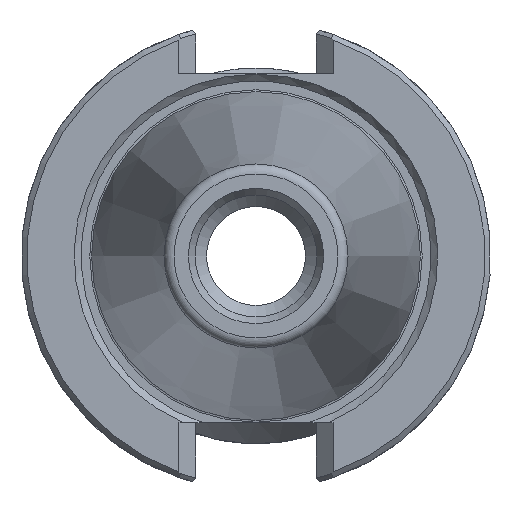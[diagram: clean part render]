
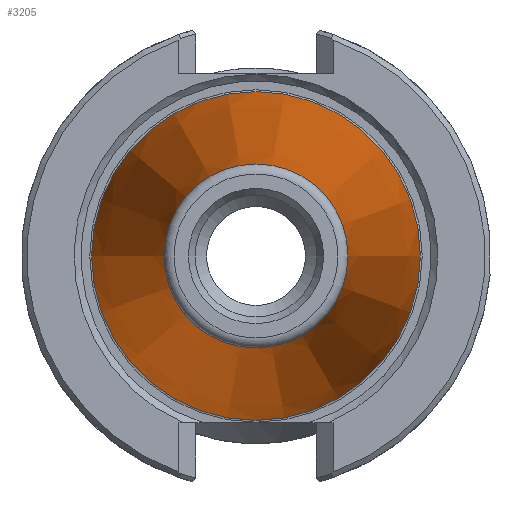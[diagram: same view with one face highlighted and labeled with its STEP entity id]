
A CAD part, left-side view. The second image highlights one B-rep face of the part: STEP entity #3205.
In plain terms, the highlighted conical face has half-angle 8.297 degrees and reference radius 17.248 mm.
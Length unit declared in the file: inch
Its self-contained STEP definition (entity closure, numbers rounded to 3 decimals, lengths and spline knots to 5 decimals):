
#3059=CARTESIAN_POINT('',(0.0,0.875,0.0));
#3060=VERTEX_POINT('',#3059);
#3061=CARTESIAN_POINT('',(0.0,0.0,0.0));
#3062=DIRECTION('',(1.0,0.,0.0));
#3063=DIRECTION('',(0.,1.0,0.0));
#3064=AXIS2_PLACEMENT_3D('',#3061,#3062,#3063);
#3065=CIRCLE('',#3064,0.875);
#3066=EDGE_CURVE('',#3060,#3060,#3065,.T.);
#3170=CARTESIAN_POINT('',(-2.64129,0.48982,0.));
#3171=VERTEX_POINT('',#3170);
#3172=CARTESIAN_POINT('',(-2.64129,0.,0.));
#3173=DIRECTION('',(-1.0,0.0,0.0));
#3174=DIRECTION('',(0.0,-1.0,0.0));
#3175=AXIS2_PLACEMENT_3D('',#3172,#3173,#3174);
#3176=CIRCLE('',#3175,0.48982);
#3177=EDGE_CURVE('',#3171,#3171,#3176,.T.);
#3194=CARTESIAN_POINT('',(-1.34375,0.0,0.0));
#3195=DIRECTION('',(1.0,0.0,0.0));
#3196=DIRECTION('',(0.,1.0,0.0));
#3197=AXIS2_PLACEMENT_3D('',#3194,#3195,#3196);
#3198=CONICAL_SURFACE('',#3197,0.67904,8.297);
#3199=ORIENTED_EDGE('',*,*,#3066,.F.);
#3200=EDGE_LOOP('',(#3199));
#3201=FACE_OUTER_BOUND('',#3200,.T.);
#3202=ORIENTED_EDGE('',*,*,#3177,.F.);
#3203=EDGE_LOOP('',(#3202));
#3204=FACE_BOUND('',#3203,.T.);
#3205=ADVANCED_FACE('',(#3201,#3204),#3198,.T.);
